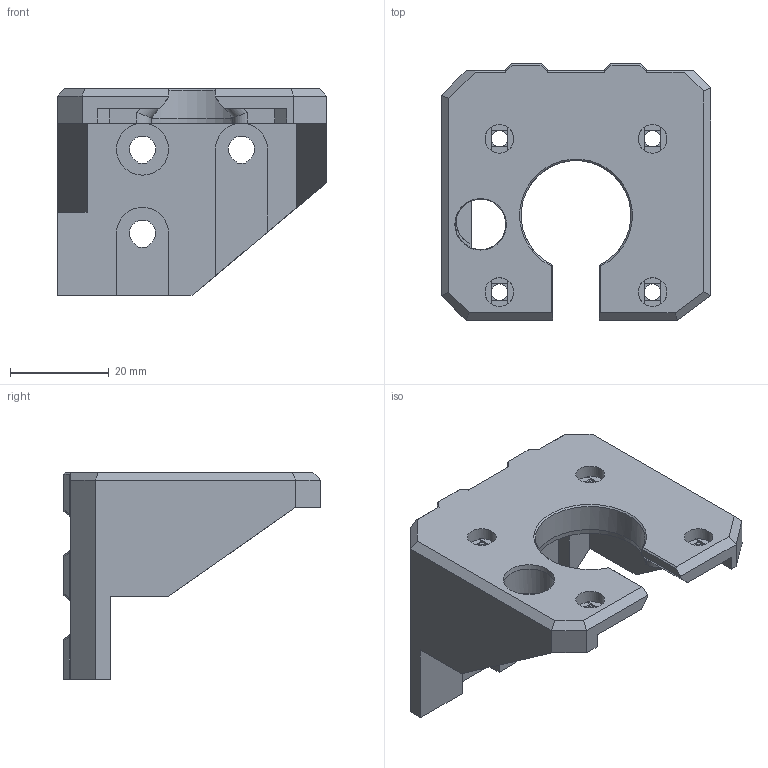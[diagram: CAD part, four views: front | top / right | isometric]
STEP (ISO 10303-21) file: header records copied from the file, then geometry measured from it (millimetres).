
FILE_DESCRIPTION(/* description */ (''),/* implementation_level */ '2;1');
FILE_NAME(/* name */ 'MB-Z10.z-axis.MB-z-motor-bracket-left.step',/* time_stamp */ '2023-03-31T22:40:32+02:00',/* author */ (''),/* organization */ (''),/* preprocessor_version */ 'ST-DEVELOPER v19.2',/* originating_system */ 'Autodesk Translation Framework v11.17.0.187',/* authorisation */ '');
FILE_SCHEMA (('AUTOMOTIVE_DESIGN { 1 0 10303 214 3 1 1 }'));
Length unit declared in the file: millimetre
Products named in the file (2): MB-z-motor-bracket v4(Mirror); Mini Bear 2 With OEM Z-Axis v22(Mirror)
Assembly tree (1 placements, depth 2):
  MB-z-motor-bracket v4(Mirror)
    Mini Bear 2 With OEM Z-Axis v22(Mirror)
Bounding box: 54.45 x 51.9 x 41.8 mm (x, y, z)
Volume: 29058.8 mm3; surface area: 12151.2 mm2
Topology: 1 solids, 18 shells, 295 faces, 727 edges, 471 vertices
Faces by surface type: plane 251, cylinder 29, bspline 12, cone 3
Full cylindrical faces by diameter (mm): 1.5 x2, 3.3 x4, 5.8 x4, 10.2 x1, 10.5 x1
Entity records: 9151 total; most frequent: CARTESIAN_POINT 2102, ORIENTED_EDGE 1454, DIRECTION 1387, EDGE_CURVE 727, LINE 563, VECTOR 563, VERTEX_POINT 471, AXIS2_PLACEMENT_3D 412
